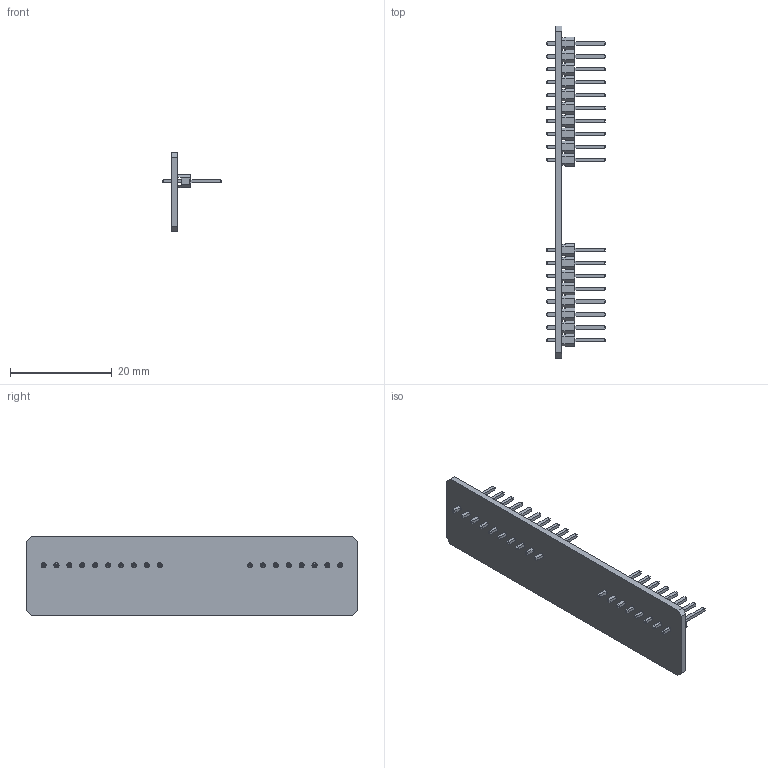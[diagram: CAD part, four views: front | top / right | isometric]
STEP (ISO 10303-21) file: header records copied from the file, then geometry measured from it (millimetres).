
FILE_DESCRIPTION(('CATIA V5 STEP Exchange'),'2;1');
FILE_NAME('External module (planar).stp','2022-01-26T15:51:12+00:00',('none'),('none'),'CATIA Version 5 Release 19 SP 8 (IN-10)','CATIA V5 STEP AP214','none');
FILE_SCHEMA(('AUTOMOTIVE_DESIGN { 1 0 10303 214 1 1 1 1 }'));
Length unit declared in the file: millimetre
Products named in the file (7): Uncased ext.module_planar PCB (B9); Ext PCB layout (planar); PLS-8 straight; PLS-8 straight (holder); PLS pin straight; PLS-10 straight.1; PLS-10 straight (holder)
Assembly tree (23 placements, depth 3):
  Uncased ext.module_planar PCB (B9)
    Ext PCB layout (planar)
    PLS-8 straight
      PLS-8 straight (holder)
      PLS pin straight  x8
    PLS-10 straight.1
      PLS-10 straight (holder)
      PLS pin straight  x10
Bounding box: 11.6 x 65.34 x 15.7 mm (x, y, z)
Volume: 1489.6 mm3; surface area: 3428.1 mm2
Topology: 21 solids, 21 shells, 744 faces, 1860 edges, 1192 vertices
Faces by surface type: plane 636, cylinder 108
Entity records: 18086 total; most frequent: CARTESIAN_POINT 2640, ORIENTED_EDGE 2564, DIRECTION 2283, EDGE_CURVE 1282, VECTOR 1134, LINE 1134, VERTEX_POINT 852, AXIS2_PLACEMENT_3D 648
